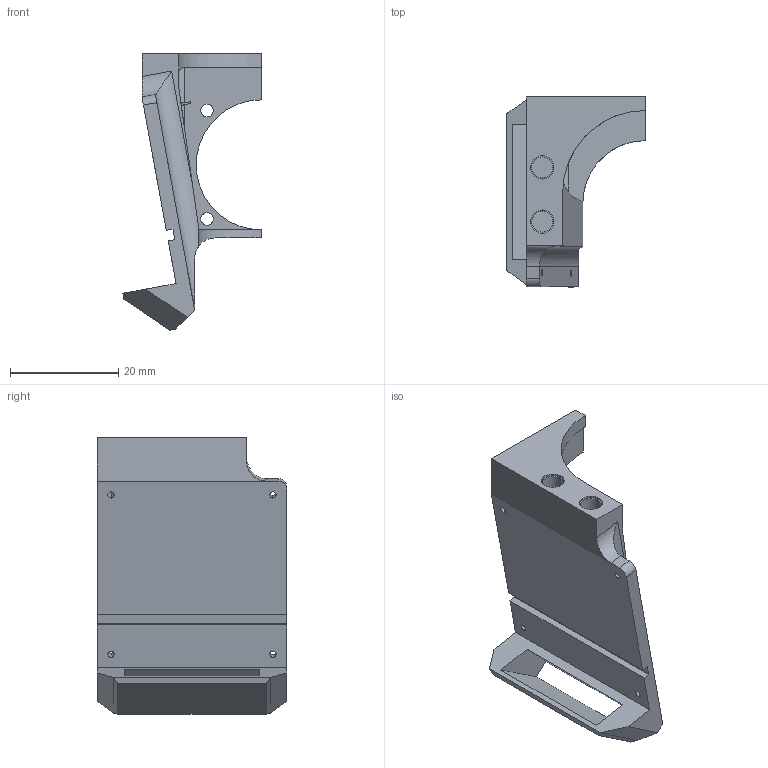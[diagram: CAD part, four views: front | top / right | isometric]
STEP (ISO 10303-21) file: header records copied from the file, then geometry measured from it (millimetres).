
FILE_DESCRIPTION (( 'STEP AP214' ), '1' );
FILE_NAME ('fanduct_v3_6_p.STEP', '2018-03-11T11:23:32', ( '' ), ( '' ), '', '', '' );
FILE_SCHEMA (( 'AUTOMOTIVE_DESIGN' ));
Length unit declared in the file: millimetre
Products named in the file (1): fanduct_v3_6_p
Bounding box: 25.55 x 35 x 51.04 mm (x, y, z)
Volume: 9006.5 mm3; surface area: 6343.4 mm2
Topology: 1 solids, 1 shells, 72 faces, 190 edges, 123 vertices
Faces by surface type: plane 40, cylinder 32
Entity records: 2325 total; most frequent: CARTESIAN_POINT 485, ORIENTED_EDGE 380, DIRECTION 364, EDGE_CURVE 190, LINE 124, VECTOR 124, VERTEX_POINT 123, AXIS2_PLACEMENT_3D 120
